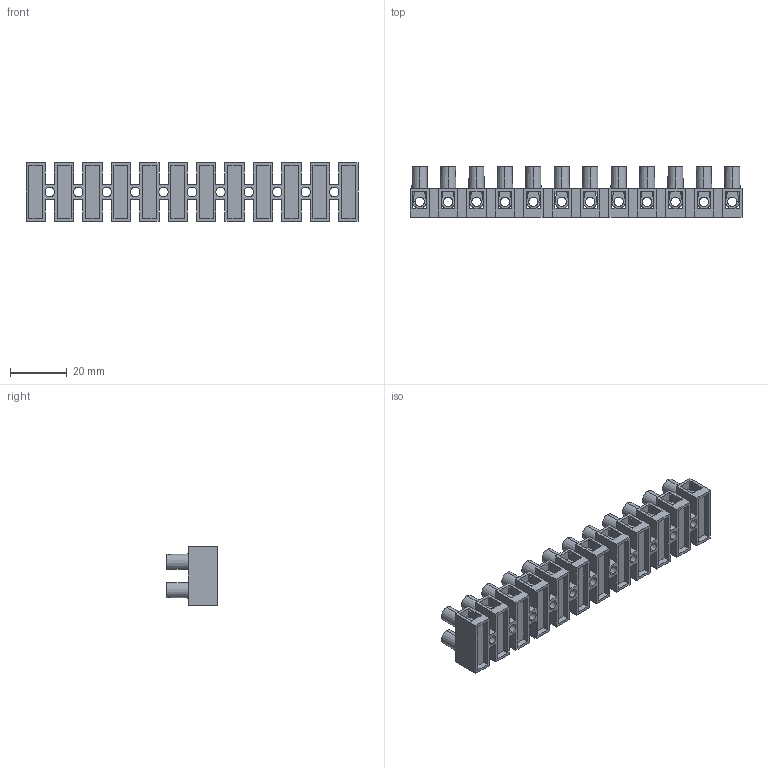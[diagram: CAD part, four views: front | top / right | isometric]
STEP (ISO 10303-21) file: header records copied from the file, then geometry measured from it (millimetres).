
FILE_DESCRIPTION (( 'STEP AP203' ), '1' );
FILE_NAME ('M93GF.STEP', '2023-05-09T09:46:49', ( '' ), ( '' ), 'SwSTEP 2.0', 'SolidWorks 2022', '' );
FILE_SCHEMA (( 'CONFIG_CONTROL_DESIGN' ));
Length unit declared in the file: millimetre
Products named in the file (4): SM093GF; M93GF; SABUSM093; SAVMIC36_Vista 2D
Assembly tree (37 placements, depth 2):
  M93GF
    SABUSM093  x12
    SM093GF
    SAVMIC36_Vista 2D  x24
Bounding box: 116.8 x 17.8 x 20.58 mm (x, y, z)
Volume: 14582 mm3; surface area: 29535.1 mm2
Topology: 37 solids, 37 shells, 1112 faces, 2814 edges, 1836 vertices
Faces by surface type: plane 574, cylinder 274, cone 144, torus 120
Entity records: 17757 total; most frequent: CARTESIAN_POINT 3154, ORIENTED_EDGE 2732, DIRECTION 2702, EDGE_CURVE 1366, VECTOR 1074, LINE 1074, VERTEX_POINT 909, AXIS2_PLACEMENT_3D 814
